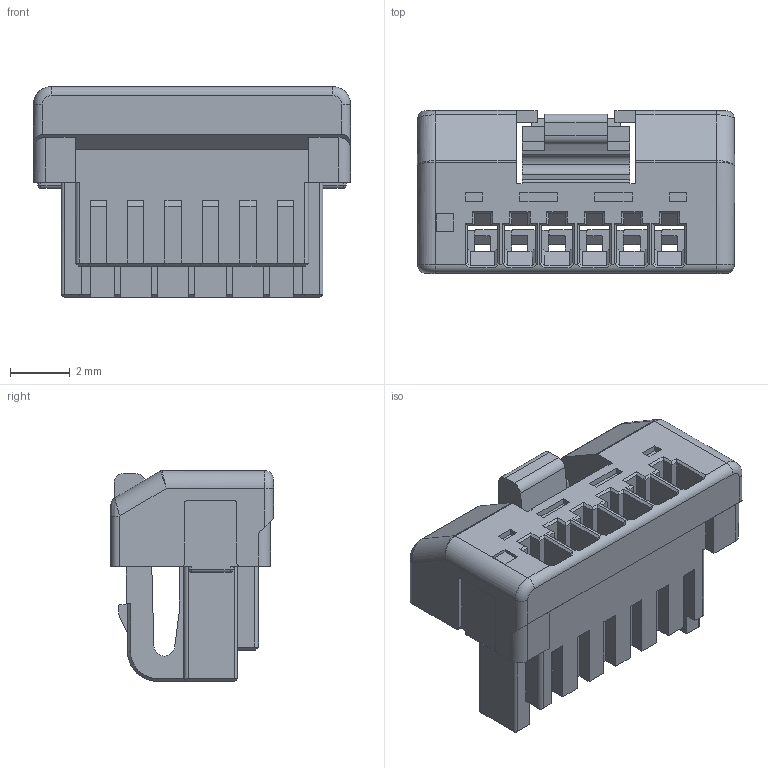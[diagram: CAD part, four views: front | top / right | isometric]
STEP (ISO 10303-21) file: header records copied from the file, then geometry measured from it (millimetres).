
FILE_DESCRIPTION(('STEP AP242'),'1');
FILE_NAME('502380-0600.stp','2023-01-29T02:52:19',('TraceParts'),('TraceParts S.A.'),'Spatial InterOp 3D',' ',' ');
FILE_SCHEMA(('AP242_MANAGED_MODEL_BASED_3D_ENGINEERING_MIM_LF {1 0 10303 442 1 1 4}'));
Length unit declared in the file: millimetre
Products named in the file (1): 502380-0600
Bounding box: 10.6 x 5.45 x 7.05 mm (x, y, z)
Volume: 162.8 mm3; surface area: 585.7 mm2
Topology: 1 solids, 1 shells, 602 faces, 1661 edges, 1044 vertices
Faces by surface type: plane 519, cylinder 71, bspline 4, sphere 4, torus 2, cone 2
Entity records: 19044 total; most frequent: CARTESIAN_POINT 3730, ORIENTED_EDGE 3322, DIRECTION 2965, EDGE_CURVE 1661, LINE 1483, VECTOR 1483, VERTEX_POINT 1044, AXIS2_PLACEMENT_3D 741
